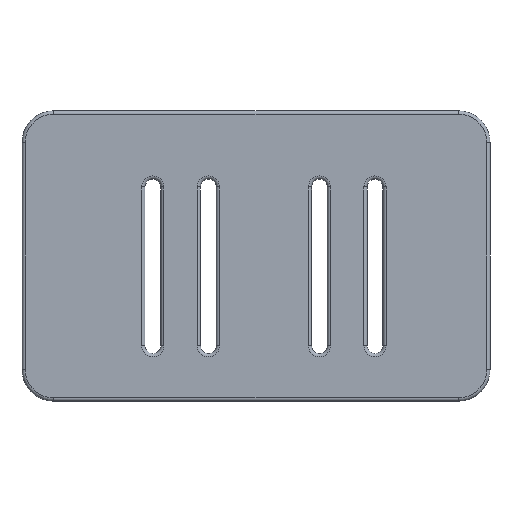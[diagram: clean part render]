
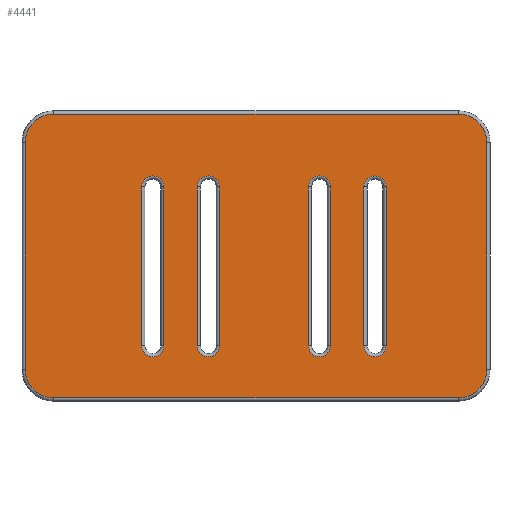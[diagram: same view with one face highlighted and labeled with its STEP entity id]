
A CAD part, front view. The second image highlights one B-rep face of the part: STEP entity #4441.
In plain terms, the highlighted planar face has unit normal (0, -1, 0).
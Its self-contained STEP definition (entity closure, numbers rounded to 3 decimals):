
#104=FACE_BOUND('',#599,.T.);
#105=FACE_BOUND('',#600,.T.);
#106=FACE_BOUND('',#601,.T.);
#107=FACE_BOUND('',#602,.T.);
#165=PLANE('',#4819);
#311=FACE_OUTER_BOUND('',#598,.T.);
#598=EDGE_LOOP('',(#3249,#3250,#3251,#3252,#3253,#3254,#3255,#3256));
#599=EDGE_LOOP('',(#3257,#3258,#3259,#3260));
#600=EDGE_LOOP('',(#3261,#3262,#3263,#3264));
#601=EDGE_LOOP('',(#3265,#3266,#3267,#3268));
#602=EDGE_LOOP('',(#3269,#3270,#3271,#3272));
#935=LINE('',#7123,#1295);
#936=LINE('',#7131,#1296);
#937=LINE('',#7140,#1297);
#939=LINE('',#7149,#1299);
#942=LINE('',#7158,#1302);
#943=LINE('',#7161,#1303);
#944=LINE('',#7166,#1304);
#945=LINE('',#7169,#1305);
#946=LINE('',#7174,#1306);
#947=LINE('',#7177,#1307);
#948=LINE('',#7182,#1308);
#949=LINE('',#7185,#1309);
#1295=VECTOR('',#5626,10.);
#1296=VECTOR('',#5637,10.);
#1297=VECTOR('',#5648,10.);
#1299=VECTOR('',#5660,10.);
#1302=VECTOR('',#5669,10.);
#1303=VECTOR('',#5672,10.);
#1304=VECTOR('',#5675,10.);
#1305=VECTOR('',#5678,10.);
#1306=VECTOR('',#5681,10.);
#1307=VECTOR('',#5684,10.);
#1308=VECTOR('',#5687,10.);
#1309=VECTOR('',#5690,10.);
#1632=CIRCLE('',#4800,3.6);
#1635=CIRCLE('',#4805,3.6);
#1638=CIRCLE('',#4810,3.6);
#1641=CIRCLE('',#4815,3.6);
#1643=CIRCLE('',#4820,1.4);
#1644=CIRCLE('',#4821,1.4);
#1645=CIRCLE('',#4822,1.4);
#1646=CIRCLE('',#4823,1.4);
#1647=CIRCLE('',#4824,1.4);
#1648=CIRCLE('',#4825,1.4);
#1649=CIRCLE('',#4826,1.4);
#1650=CIRCLE('',#4827,1.4);
#1963=VERTEX_POINT('',#7113);
#1965=VERTEX_POINT('',#7117);
#1966=VERTEX_POINT('',#7121);
#1967=VERTEX_POINT('',#7125);
#1968=VERTEX_POINT('',#7129);
#1969=VERTEX_POINT('',#7133);
#1971=VERTEX_POINT('',#7138);
#1973=VERTEX_POINT('',#7144);
#1974=VERTEX_POINT('',#7154);
#1975=VERTEX_POINT('',#7155);
#1976=VERTEX_POINT('',#7157);
#1977=VERTEX_POINT('',#7159);
#1978=VERTEX_POINT('',#7162);
#1979=VERTEX_POINT('',#7163);
#1980=VERTEX_POINT('',#7165);
#1981=VERTEX_POINT('',#7167);
#1982=VERTEX_POINT('',#7170);
#1983=VERTEX_POINT('',#7171);
#1984=VERTEX_POINT('',#7173);
#1985=VERTEX_POINT('',#7175);
#1986=VERTEX_POINT('',#7178);
#1987=VERTEX_POINT('',#7179);
#1988=VERTEX_POINT('',#7181);
#1989=VERTEX_POINT('',#7183);
#2431=EDGE_CURVE('',#1965,#1963,#1632,.T.);
#2433=EDGE_CURVE('',#1966,#1965,#935,.T.);
#2435=EDGE_CURVE('',#1967,#1966,#1635,.T.);
#2437=EDGE_CURVE('',#1968,#1967,#936,.T.);
#2439=EDGE_CURVE('',#1969,#1968,#1638,.T.);
#2441=EDGE_CURVE('',#1971,#1969,#937,.T.);
#2444=EDGE_CURVE('',#1973,#1971,#1641,.T.);
#2446=EDGE_CURVE('',#1963,#1973,#939,.T.);
#2449=EDGE_CURVE('',#1974,#1975,#1643,.T.);
#2450=EDGE_CURVE('',#1976,#1974,#942,.T.);
#2451=EDGE_CURVE('',#1977,#1976,#1644,.T.);
#2452=EDGE_CURVE('',#1975,#1977,#943,.T.);
#2453=EDGE_CURVE('',#1978,#1979,#1645,.T.);
#2454=EDGE_CURVE('',#1980,#1978,#944,.T.);
#2455=EDGE_CURVE('',#1981,#1980,#1646,.T.);
#2456=EDGE_CURVE('',#1979,#1981,#945,.T.);
#2457=EDGE_CURVE('',#1982,#1983,#1647,.T.);
#2458=EDGE_CURVE('',#1984,#1982,#946,.T.);
#2459=EDGE_CURVE('',#1985,#1984,#1648,.T.);
#2460=EDGE_CURVE('',#1983,#1985,#947,.T.);
#2461=EDGE_CURVE('',#1986,#1987,#1649,.T.);
#2462=EDGE_CURVE('',#1988,#1986,#948,.T.);
#2463=EDGE_CURVE('',#1989,#1988,#1650,.T.);
#2464=EDGE_CURVE('',#1987,#1989,#949,.T.);
#3249=ORIENTED_EDGE('',*,*,#2431,.F.);
#3250=ORIENTED_EDGE('',*,*,#2433,.F.);
#3251=ORIENTED_EDGE('',*,*,#2435,.F.);
#3252=ORIENTED_EDGE('',*,*,#2437,.F.);
#3253=ORIENTED_EDGE('',*,*,#2439,.F.);
#3254=ORIENTED_EDGE('',*,*,#2441,.F.);
#3255=ORIENTED_EDGE('',*,*,#2444,.F.);
#3256=ORIENTED_EDGE('',*,*,#2446,.F.);
#3257=ORIENTED_EDGE('',*,*,#2449,.F.);
#3258=ORIENTED_EDGE('',*,*,#2450,.F.);
#3259=ORIENTED_EDGE('',*,*,#2451,.F.);
#3260=ORIENTED_EDGE('',*,*,#2452,.F.);
#3261=ORIENTED_EDGE('',*,*,#2453,.F.);
#3262=ORIENTED_EDGE('',*,*,#2454,.F.);
#3263=ORIENTED_EDGE('',*,*,#2455,.F.);
#3264=ORIENTED_EDGE('',*,*,#2456,.F.);
#3265=ORIENTED_EDGE('',*,*,#2457,.F.);
#3266=ORIENTED_EDGE('',*,*,#2458,.F.);
#3267=ORIENTED_EDGE('',*,*,#2459,.F.);
#3268=ORIENTED_EDGE('',*,*,#2460,.F.);
#3269=ORIENTED_EDGE('',*,*,#2461,.F.);
#3270=ORIENTED_EDGE('',*,*,#2462,.F.);
#3271=ORIENTED_EDGE('',*,*,#2463,.F.);
#3272=ORIENTED_EDGE('',*,*,#2464,.F.);
#4441=ADVANCED_FACE('',(#311,#104,#105,#106,#107),#165,.F.);
#4800=AXIS2_PLACEMENT_3D('',#7119,#5620,#5621);
#4805=AXIS2_PLACEMENT_3D('',#7127,#5631,#5632);
#4810=AXIS2_PLACEMENT_3D('',#7135,#5642,#5643);
#4815=AXIS2_PLACEMENT_3D('',#7146,#5654,#5655);
#4819=AXIS2_PLACEMENT_3D('',#7153,#5665,#5666);
#4820=AXIS2_PLACEMENT_3D('',#7156,#5667,#5668);
#4821=AXIS2_PLACEMENT_3D('',#7160,#5670,#5671);
#4822=AXIS2_PLACEMENT_3D('',#7164,#5673,#5674);
#4823=AXIS2_PLACEMENT_3D('',#7168,#5676,#5677);
#4824=AXIS2_PLACEMENT_3D('',#7172,#5679,#5680);
#4825=AXIS2_PLACEMENT_3D('',#7176,#5682,#5683);
#4826=AXIS2_PLACEMENT_3D('',#7180,#5685,#5686);
#4827=AXIS2_PLACEMENT_3D('',#7184,#5688,#5689);
#5620=DIRECTION('center_axis',(0.,1.,0.));
#5621=DIRECTION('ref_axis',(-0.707,0.,-0.707));
#5626=DIRECTION('',(-1.,0.,0.));
#5631=DIRECTION('center_axis',(0.,1.,0.));
#5632=DIRECTION('ref_axis',(0.707,0.,-0.707));
#5637=DIRECTION('',(0.,0.,-1.));
#5642=DIRECTION('center_axis',(0.,1.,0.));
#5643=DIRECTION('ref_axis',(0.707,0.,0.707));
#5648=DIRECTION('',(1.,0.,0.));
#5654=DIRECTION('center_axis',(0.,1.,0.));
#5655=DIRECTION('ref_axis',(-0.707,0.,0.707));
#5660=DIRECTION('',(0.,0.,1.));
#5665=DIRECTION('center_axis',(0.,1.,0.));
#5666=DIRECTION('ref_axis',(1.,0.,0.));
#5667=DIRECTION('center_axis',(0.,-1.,0.));
#5668=DIRECTION('ref_axis',(0.,0.,-1.));
#5669=DIRECTION('',(0.,0.,-1.));
#5670=DIRECTION('center_axis',(0.,-1.,0.));
#5671=DIRECTION('ref_axis',(0.,0.,1.));
#5672=DIRECTION('',(0.,0.,1.));
#5673=DIRECTION('center_axis',(0.,-1.,0.));
#5674=DIRECTION('ref_axis',(0.,0.,-1.));
#5675=DIRECTION('',(0.,0.,-1.));
#5676=DIRECTION('center_axis',(0.,-1.,0.));
#5677=DIRECTION('ref_axis',(0.,0.,1.));
#5678=DIRECTION('',(0.,0.,1.));
#5679=DIRECTION('center_axis',(0.,-1.,0.));
#5680=DIRECTION('ref_axis',(0.,0.,-1.));
#5681=DIRECTION('',(0.,0.,-1.));
#5682=DIRECTION('center_axis',(0.,-1.,0.));
#5683=DIRECTION('ref_axis',(0.,0.,1.));
#5684=DIRECTION('',(0.,0.,1.));
#5685=DIRECTION('center_axis',(0.,-1.,0.));
#5686=DIRECTION('ref_axis',(0.,0.,-1.));
#5687=DIRECTION('',(0.,0.,-1.));
#5688=DIRECTION('center_axis',(0.,-1.,0.));
#5689=DIRECTION('ref_axis',(0.,0.,1.));
#5690=DIRECTION('',(0.,0.,1.));
#7113=CARTESIAN_POINT('',(-29.1,-1.,-13.));
#7117=CARTESIAN_POINT('',(-25.5,-1.,-16.6));
#7119=CARTESIAN_POINT('Origin',(-25.5,-1.,-13.));
#7121=CARTESIAN_POINT('',(25.5,-1.,-16.6));
#7123=CARTESIAN_POINT('',(-12.75,-1.,-16.6));
#7125=CARTESIAN_POINT('',(29.1,-1.,-13.));
#7127=CARTESIAN_POINT('Origin',(25.5,-1.,-13.));
#7129=CARTESIAN_POINT('',(29.1,-1.,15.6));
#7131=CARTESIAN_POINT('',(29.1,-1.,-5.85));
#7133=CARTESIAN_POINT('',(25.5,-1.,19.2));
#7135=CARTESIAN_POINT('Origin',(25.5,-1.,15.6));
#7138=CARTESIAN_POINT('',(-25.5,-1.,19.2));
#7140=CARTESIAN_POINT('',(12.75,-1.,19.2));
#7144=CARTESIAN_POINT('',(-29.1,-1.,15.6));
#7146=CARTESIAN_POINT('Origin',(-25.5,-1.,15.6));
#7149=CARTESIAN_POINT('',(-29.1,-1.,8.45));
#7153=CARTESIAN_POINT('Origin',(0.,-1.,1.3));
#7154=CARTESIAN_POINT('',(13.6,-1.,-10.));
#7155=CARTESIAN_POINT('',(16.4,-1.,-10.));
#7156=CARTESIAN_POINT('Origin',(15.,-1.,-10.));
#7157=CARTESIAN_POINT('',(13.6,-1.,10.));
#7158=CARTESIAN_POINT('',(13.6,-1.,-4.35));
#7159=CARTESIAN_POINT('',(16.4,-1.,10.));
#7160=CARTESIAN_POINT('Origin',(15.,-1.,10.));
#7161=CARTESIAN_POINT('',(16.4,-1.,5.65));
#7162=CARTESIAN_POINT('',(6.6,-1.,-10.));
#7163=CARTESIAN_POINT('',(9.4,-1.,-10.));
#7164=CARTESIAN_POINT('Origin',(8.,-1.,-10.));
#7165=CARTESIAN_POINT('',(6.6,-1.,10.));
#7166=CARTESIAN_POINT('',(6.6,-1.,-4.35));
#7167=CARTESIAN_POINT('',(9.4,-1.,10.));
#7168=CARTESIAN_POINT('Origin',(8.,-1.,10.));
#7169=CARTESIAN_POINT('',(9.4,-1.,5.65));
#7170=CARTESIAN_POINT('',(-14.4,-1.,-10.));
#7171=CARTESIAN_POINT('',(-11.6,-1.,-10.));
#7172=CARTESIAN_POINT('Origin',(-13.,-1.,-10.));
#7173=CARTESIAN_POINT('',(-14.4,-1.,10.));
#7174=CARTESIAN_POINT('',(-14.4,-1.,-4.35));
#7175=CARTESIAN_POINT('',(-11.6,-1.,10.));
#7176=CARTESIAN_POINT('Origin',(-13.,-1.,10.));
#7177=CARTESIAN_POINT('',(-11.6,-1.,5.65));
#7178=CARTESIAN_POINT('',(-7.4,-1.,-10.));
#7179=CARTESIAN_POINT('',(-4.6,-1.,-10.));
#7180=CARTESIAN_POINT('Origin',(-6.,-1.,-10.));
#7181=CARTESIAN_POINT('',(-7.4,-1.,10.));
#7182=CARTESIAN_POINT('',(-7.4,-1.,-4.35));
#7183=CARTESIAN_POINT('',(-4.6,-1.,10.));
#7184=CARTESIAN_POINT('Origin',(-6.,-1.,10.));
#7185=CARTESIAN_POINT('',(-4.6,-1.,5.65));
